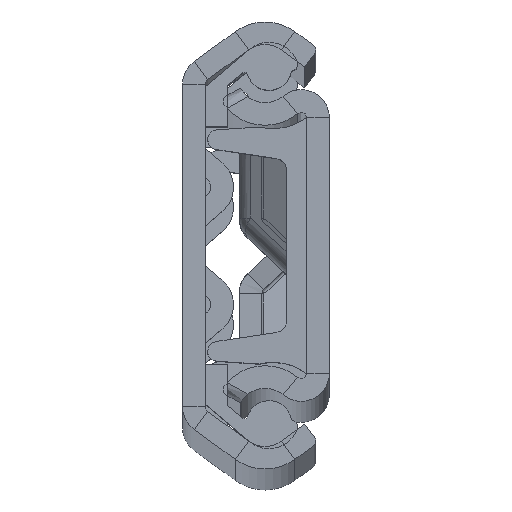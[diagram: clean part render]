
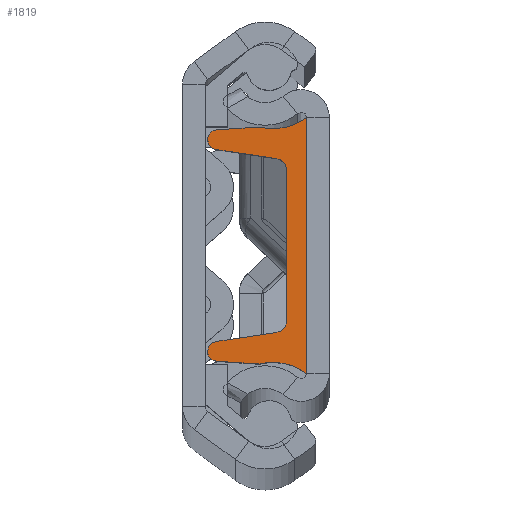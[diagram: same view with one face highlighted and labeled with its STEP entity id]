
A CAD part, top view. The second image highlights one B-rep face of the part: STEP entity #1819.
In plain terms, the highlighted face is planar.
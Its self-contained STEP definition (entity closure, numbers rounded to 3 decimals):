
#54 = VECTOR ( 'NONE', #3348, 1000. ) ;
#151 = VERTEX_POINT ( 'NONE', #1293 ) ;
#168 = CARTESIAN_POINT ( 'NONE',  ( 6., 6.708, 2.8 ) ) ;
#178 = CIRCLE ( 'NONE', #4382, 5. ) ;
#292 = EDGE_CURVE ( 'NONE', #5601, #5809, #9506, .T. ) ;
#386 = AXIS2_PLACEMENT_3D ( 'NONE', #2225, #2287, #10266 ) ;
#586 = VECTOR ( 'NONE', #5528, 1000. ) ;
#601 = CARTESIAN_POINT ( 'NONE',  ( 6., 0., 0. ) ) ;
#617 = DIRECTION ( 'NONE',  ( 0., 0., -1. ) ) ;
#650 = DIRECTION ( 'NONE',  ( 1., 0., 0. ) ) ;
#676 = AXIS2_PLACEMENT_3D ( 'NONE', #4348, #5952, #9242 ) ;
#787 = CARTESIAN_POINT ( 'NONE',  ( 6., -8.51, 8.055 ) ) ;
#972 = ORIENTED_EDGE ( 'NONE', *, *, #2734, .T. ) ;
#1025 = VECTOR ( 'NONE', #7974, 1000. ) ;
#1040 = CARTESIAN_POINT ( 'NONE',  ( 6., -15.35, 3. ) ) ;
#1096 = ORIENTED_EDGE ( 'NONE', *, *, #1918, .F. ) ;
#1106 = ORIENTED_EDGE ( 'NONE', *, *, #8934, .F. ) ;
#1144 = EDGE_CURVE ( 'NONE', #3684, #5601, #4562, .T. ) ;
#1185 = CIRCLE ( 'NONE', #676, 0.875 ) ;
#1259 = ORIENTED_EDGE ( 'NONE', *, *, #8140, .T. ) ;
#1293 = CARTESIAN_POINT ( 'NONE',  ( 6., 11.35, 0. ) ) ;
#1303 = VERTEX_POINT ( 'NONE', #3209 ) ;
#1612 = DIRECTION ( 'NONE',  ( 1., 0., 0. ) ) ;
#1745 = CIRCLE ( 'NONE', #8962, 0.875 ) ;
#1813 = DIRECTION ( 'NONE',  ( 0., 0., -1. ) ) ;
#1819 = ADVANCED_FACE ( 'NONE', ( #2242 ), #2301, .T. ) ;
#1878 = VECTOR ( 'NONE', #9191, 1000. ) ;
#1918 = EDGE_CURVE ( 'NONE', #3785, #6051, #7444, .T. ) ;
#2078 = DIRECTION ( 'NONE',  ( 0., 0., -1. ) ) ;
#2225 = CARTESIAN_POINT ( 'NONE',  ( 6., -9.375, 7.925 ) ) ;
#2242 = FACE_OUTER_BOUND ( 'NONE', #9552, .T. ) ;
#2287 = DIRECTION ( 'NONE',  ( 1., 0., 0. ) ) ;
#2301 = PLANE ( 'NONE',  #3245 ) ;
#2336 = VERTEX_POINT ( 'NONE', #7792 ) ;
#2346 = CARTESIAN_POINT ( 'NONE',  ( 6., -10.734, 0.718 ) ) ;
#2355 = EDGE_CURVE ( 'NONE', #4691, #3640, #1745, .T. ) ;
#2446 = CARTESIAN_POINT ( 'NONE',  ( 6., 6.708, 1.8 ) ) ;
#2503 = DIRECTION ( 'NONE',  ( 0., -1., 0. ) ) ;
#2734 = EDGE_CURVE ( 'NONE', #3640, #5809, #4946, .T. ) ;
#2839 = VERTEX_POINT ( 'NONE', #2446 ) ;
#2903 = AXIS2_PLACEMENT_3D ( 'NONE', #9443, #1612, #7854 ) ;
#3154 = CARTESIAN_POINT ( 'NONE',  ( 6., -11.35, 0. ) ) ;
#3170 = ORIENTED_EDGE ( 'NONE', *, *, #292, .F. ) ;
#3209 = CARTESIAN_POINT ( 'NONE',  ( 6., 10.248, 7.983 ) ) ;
#3224 = VECTOR ( 'NONE', #2503, 1000. ) ;
#3245 = AXIS2_PLACEMENT_3D ( 'NONE', #601, #650, #8661 ) ;
#3274 = EDGE_CURVE ( 'NONE', #5120, #1303, #5420, .T. ) ;
#3284 = EDGE_CURVE ( 'NONE', #5603, #8562, #6492, .T. ) ;
#3348 = DIRECTION ( 'NONE',  ( 0., 0.149, -0.989 ) ) ;
#3353 = DIRECTION ( 'NONE',  ( 1., 0., 0. ) ) ;
#3508 = LINE ( 'NONE', #7398, #1878 ) ;
#3633 = CIRCLE ( 'NONE', #7329, 1. ) ;
#3640 = VERTEX_POINT ( 'NONE', #6369 ) ;
#3684 = VERTEX_POINT ( 'NONE', #3154 ) ;
#3756 = EDGE_CURVE ( 'NONE', #8562, #2336, #3508, .T. ) ;
#3785 = VERTEX_POINT ( 'NONE', #5199 ) ;
#4318 = ORIENTED_EDGE ( 'NONE', *, *, #1144, .F. ) ;
#4348 = CARTESIAN_POINT ( 'NONE',  ( 6., 9.375, 7.925 ) ) ;
#4382 = AXIS2_PLACEMENT_3D ( 'NONE', #10057, #9284, #2078 ) ;
#4562 = CIRCLE ( 'NONE', #5075, 5. ) ;
#4652 = ORIENTED_EDGE ( 'NONE', *, *, #2355, .T. ) ;
#4691 = VERTEX_POINT ( 'NONE', #787 ) ;
#4946 = CIRCLE ( 'NONE', #386, 0.875 ) ;
#5001 = EDGE_CURVE ( 'NONE', #4691, #3785, #5085, .T. ) ;
#5024 = CARTESIAN_POINT ( 'NONE',  ( 6., 9.375, 8.8 ) ) ;
#5075 = AXIS2_PLACEMENT_3D ( 'NONE', #1040, #3353, #9032 ) ;
#5085 = LINE ( 'NONE', #9073, #54 ) ;
#5095 = ORIENTED_EDGE ( 'NONE', *, *, #3274, .T. ) ;
#5120 = VERTEX_POINT ( 'NONE', #8369 ) ;
#5153 = ORIENTED_EDGE ( 'NONE', *, *, #8819, .F. ) ;
#5199 = CARTESIAN_POINT ( 'NONE',  ( 6., -7.697, 2.651 ) ) ;
#5420 = LINE ( 'NONE', #7145, #586 ) ;
#5528 = DIRECTION ( 'NONE',  ( 0., -0.067, 0.998 ) ) ;
#5592 = DIRECTION ( 'NONE',  ( 0., -1., 0. ) ) ;
#5601 = VERTEX_POINT ( 'NONE', #9071 ) ;
#5603 = VERTEX_POINT ( 'NONE', #5024 ) ;
#5651 = LINE ( 'NONE', #9004, #9074 ) ;
#5809 = VERTEX_POINT ( 'NONE', #9698 ) ;
#5822 = DIRECTION ( 'NONE',  ( 1., 0., 0. ) ) ;
#5866 = DIRECTION ( 'NONE',  ( 1., 0., 0. ) ) ;
#5952 = DIRECTION ( 'NONE',  ( 1., 0., 0. ) ) ;
#6051 = VERTEX_POINT ( 'NONE', #8971 ) ;
#6145 = EDGE_CURVE ( 'NONE', #2839, #2336, #3633, .T. ) ;
#6318 = AXIS2_PLACEMENT_3D ( 'NONE', #10350, #9353, #617 ) ;
#6369 = CARTESIAN_POINT ( 'NONE',  ( 6., -9.375, 8.8 ) ) ;
#6492 = CIRCLE ( 'NONE', #6318, 0.875 ) ;
#6494 = ORIENTED_EDGE ( 'NONE', *, *, #3756, .T. ) ;
#7145 = CARTESIAN_POINT ( 'NONE',  ( 6., 10.734, 0.718 ) ) ;
#7226 = LINE ( 'NONE', #9712, #3224 ) ;
#7329 = AXIS2_PLACEMENT_3D ( 'NONE', #168, #5822, #1813 ) ;
#7398 = CARTESIAN_POINT ( 'NONE',  ( 6., 7.136, -1.074 ) ) ;
#7444 = CIRCLE ( 'NONE', #2903, 1. ) ;
#7754 = ORIENTED_EDGE ( 'NONE', *, *, #6145, .F. ) ;
#7792 = CARTESIAN_POINT ( 'NONE',  ( 6., 7.697, 2.651 ) ) ;
#7854 = DIRECTION ( 'NONE',  ( 0., 0., -1. ) ) ;
#7942 = ORIENTED_EDGE ( 'NONE', *, *, #7996, .T. ) ;
#7974 = DIRECTION ( 'NONE',  ( 0., 0.067, 0.998 ) ) ;
#7996 = EDGE_CURVE ( 'NONE', #2839, #6051, #5651, .T. ) ;
#8140 = EDGE_CURVE ( 'NONE', #1303, #5603, #1185, .T. ) ;
#8369 = CARTESIAN_POINT ( 'NONE',  ( 6., 10.5, 4.216 ) ) ;
#8562 = VERTEX_POINT ( 'NONE', #9916 ) ;
#8661 = DIRECTION ( 'NONE',  ( 0., 0., -1. ) ) ;
#8819 = EDGE_CURVE ( 'NONE', #5120, #151, #178, .T. ) ;
#8934 = EDGE_CURVE ( 'NONE', #151, #3684, #7226, .T. ) ;
#8962 = AXIS2_PLACEMENT_3D ( 'NONE', #9705, #5866, #9803 ) ;
#8971 = CARTESIAN_POINT ( 'NONE',  ( 6., -6.708, 1.8 ) ) ;
#9004 = CARTESIAN_POINT ( 'NONE',  ( 6., 0., 1.8 ) ) ;
#9032 = DIRECTION ( 'NONE',  ( 0., 0., -1. ) ) ;
#9071 = CARTESIAN_POINT ( 'NONE',  ( 6., -10.5, 4.216 ) ) ;
#9073 = CARTESIAN_POINT ( 'NONE',  ( 6., -7.136, -1.074 ) ) ;
#9074 = VECTOR ( 'NONE', #5592, 1000. ) ;
#9191 = DIRECTION ( 'NONE',  ( 0., -0.149, -0.989 ) ) ;
#9196 = ORIENTED_EDGE ( 'NONE', *, *, #3284, .T. ) ;
#9242 = DIRECTION ( 'NONE',  ( 0., 0., -1. ) ) ;
#9284 = DIRECTION ( 'NONE',  ( 1., 0., 0. ) ) ;
#9353 = DIRECTION ( 'NONE',  ( 1., 0., 0. ) ) ;
#9443 = CARTESIAN_POINT ( 'NONE',  ( 6., -6.708, 2.8 ) ) ;
#9479 = ORIENTED_EDGE ( 'NONE', *, *, #5001, .F. ) ;
#9506 = LINE ( 'NONE', #2346, #1025 ) ;
#9552 = EDGE_LOOP ( 'NONE', ( #9479, #4652, #972, #3170, #4318, #1106, #5153, #5095, #1259, #9196, #6494, #7754, #7942, #1096 ) ) ;
#9698 = CARTESIAN_POINT ( 'NONE',  ( 6., -10.248, 7.983 ) ) ;
#9705 = CARTESIAN_POINT ( 'NONE',  ( 6., -9.375, 7.925 ) ) ;
#9712 = CARTESIAN_POINT ( 'NONE',  ( 6., 0., 0. ) ) ;
#9803 = DIRECTION ( 'NONE',  ( 0., 0., -1. ) ) ;
#9916 = CARTESIAN_POINT ( 'NONE',  ( 6., 8.51, 8.055 ) ) ;
#10057 = CARTESIAN_POINT ( 'NONE',  ( 6., 15.35, 3. ) ) ;
#10266 = DIRECTION ( 'NONE',  ( 0., 0., -1. ) ) ;
#10350 = CARTESIAN_POINT ( 'NONE',  ( 6., 9.375, 7.925 ) ) ;
